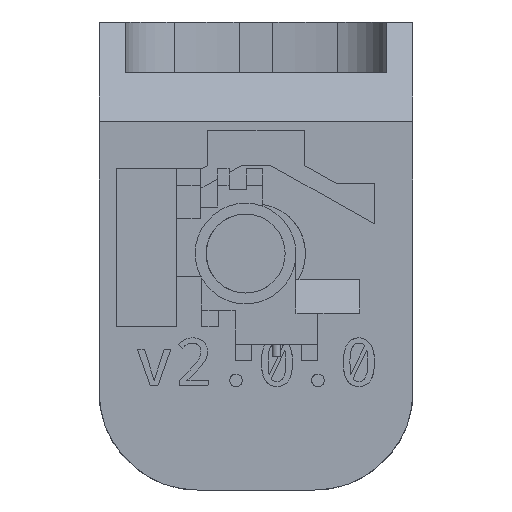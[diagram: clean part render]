
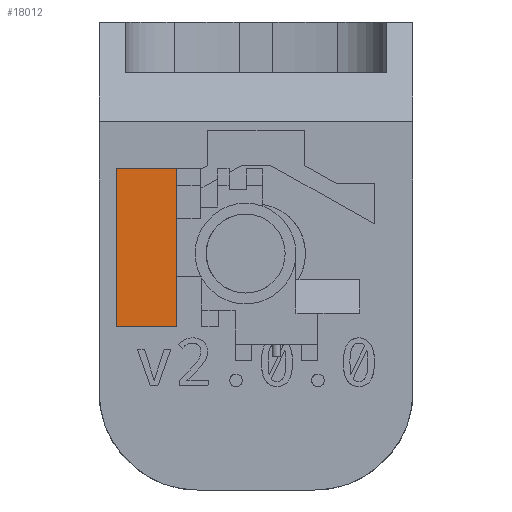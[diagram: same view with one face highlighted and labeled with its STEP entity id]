
A CAD part, front view. The second image highlights one B-rep face of the part: STEP entity #18012.
In plain terms, the highlighted face is planar.
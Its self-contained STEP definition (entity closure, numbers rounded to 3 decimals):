
#13457 = PLANE('',#13458);
#13458 = AXIS2_PLACEMENT_3D('',#13459,#13460,#13461);
#13459 = CARTESIAN_POINT('',(-6.198,0.,5.067));
#13460 = DIRECTION('',(0.,0.,-1.));
#13461 = DIRECTION('',(1.,0.,0.));
#13513 = PLANE('',#13514);
#13514 = AXIS2_PLACEMENT_3D('',#13515,#13516,#13517);
#13515 = CARTESIAN_POINT('',(1.245,31.078,-4.382));
#13516 = DIRECTION('',(0.,0.,1.));
#13517 = DIRECTION('',(1.,0.,0.));
#13541 = PLANE('',#13542);
#13542 = AXIS2_PLACEMENT_3D('',#13543,#13544,#13545);
#13543 = CARTESIAN_POINT('',(4.745,31.078,-1.382));
#13544 = DIRECTION('',(1.,0.,0.));
#13545 = DIRECTION('',(0.,0.,-1.));
#14348 = VERTEX_POINT('',#14349);
#14349 = CARTESIAN_POINT('',(4.745,5.875,-1.382));
#14386 = PLANE('',#14387);
#14387 = AXIS2_PLACEMENT_3D('',#14388,#14389,#14390);
#14388 = CARTESIAN_POINT('',(4.745,5.875,0.119));
#14389 = DIRECTION('',(-0.,-1.,0.));
#14390 = DIRECTION('',(0.,0.,-1.));
#14526 = PLANE('',#14527);
#14527 = AXIS2_PLACEMENT_3D('',#14528,#14529,#14530);
#14528 = CARTESIAN_POINT('',(4.745,11.875,31.078));
#14529 = DIRECTION('',(-1.,0.,0.));
#14530 = DIRECTION('',(0.,-1.,0.));
#14567 = EDGE_CURVE('',#14348,#14568,#14570,.T.);
#14568 = VERTEX_POINT('',#14569);
#14569 = CARTESIAN_POINT('',(4.745,5.875,-2.882));
#14570 = SURFACE_CURVE('',#14571,(#14575,#14582),.PCURVE_S1.);
#14571 = LINE('',#14572,#14573);
#14572 = CARTESIAN_POINT('',(4.745,5.875,31.078));
#14573 = VECTOR('',#14574,1.);
#14574 = DIRECTION('',(0.,0.,-1.));
#14575 = PCURVE('',#13541,#14576);
#14576 = DEFINITIONAL_REPRESENTATION('',(#14577),#14581);
#14577 = LINE('',#14578,#14579);
#14578 = CARTESIAN_POINT('',(-32.459,-25.203));
#14579 = VECTOR('',#14580,1.);
#14580 = DIRECTION('',(1.,0.));
#14581 = ( GEOMETRIC_REPRESENTATION_CONTEXT(2) 
PARAMETRIC_REPRESENTATION_CONTEXT() REPRESENTATION_CONTEXT('2D SPACE',''
  ) );
#14582 = PCURVE('',#14583,#14588);
#14583 = PLANE('',#14584);
#14584 = AXIS2_PLACEMENT_3D('',#14585,#14586,#14587);
#14585 = CARTESIAN_POINT('',(4.745,5.875,31.078));
#14586 = DIRECTION('',(0.,-1.,0.));
#14587 = DIRECTION('',(1.,0.,0.));
#14588 = DEFINITIONAL_REPRESENTATION('',(#14589),#14593);
#14589 = LINE('',#14590,#14591);
#14590 = CARTESIAN_POINT('',(0.,0.));
#14591 = VECTOR('',#14592,1.);
#14592 = DIRECTION('',(0.,-1.));
#14593 = ( GEOMETRIC_REPRESENTATION_CONTEXT(2) 
PARAMETRIC_REPRESENTATION_CONTEXT() REPRESENTATION_CONTEXT('2D SPACE',''
  ) );
#14598 = VERTEX_POINT('',#14599);
#14599 = CARTESIAN_POINT('',(4.745,5.875,-4.382));
#14620 = EDGE_CURVE('',#14568,#14598,#14621,.T.);
#14621 = SURFACE_CURVE('',#14622,(#14626,#14633),.PCURVE_S1.);
#14622 = LINE('',#14623,#14624);
#14623 = CARTESIAN_POINT('',(4.745,5.875,31.078));
#14624 = VECTOR('',#14625,1.);
#14625 = DIRECTION('',(0.,0.,-1.));
#14626 = PCURVE('',#13541,#14627);
#14627 = DEFINITIONAL_REPRESENTATION('',(#14628),#14632);
#14628 = LINE('',#14629,#14630);
#14629 = CARTESIAN_POINT('',(-32.459,-25.203));
#14630 = VECTOR('',#14631,1.);
#14631 = DIRECTION('',(1.,0.));
#14632 = ( GEOMETRIC_REPRESENTATION_CONTEXT(2) 
PARAMETRIC_REPRESENTATION_CONTEXT() REPRESENTATION_CONTEXT('2D SPACE',''
  ) );
#14633 = PCURVE('',#14583,#14634);
#14634 = DEFINITIONAL_REPRESENTATION('',(#14635),#14639);
#14635 = LINE('',#14636,#14637);
#14636 = CARTESIAN_POINT('',(0.,0.));
#14637 = VECTOR('',#14638,1.);
#14638 = DIRECTION('',(0.,-1.));
#14639 = ( GEOMETRIC_REPRESENTATION_CONTEXT(2) 
PARAMETRIC_REPRESENTATION_CONTEXT() REPRESENTATION_CONTEXT('2D SPACE',''
  ) );
#14644 = EDGE_CURVE('',#14598,#14645,#14647,.T.);
#14645 = VERTEX_POINT('',#14646);
#14646 = CARTESIAN_POINT('',(8.331,5.875,-4.382));
#14647 = SURFACE_CURVE('',#14648,(#14652,#14659),.PCURVE_S1.);
#14648 = LINE('',#14649,#14650);
#14649 = CARTESIAN_POINT('',(2.995,5.875,-4.382));
#14650 = VECTOR('',#14651,1.);
#14651 = DIRECTION('',(1.,0.,0.));
#14652 = PCURVE('',#13513,#14653);
#14653 = DEFINITIONAL_REPRESENTATION('',(#14654),#14658);
#14654 = LINE('',#14655,#14656);
#14655 = CARTESIAN_POINT('',(1.75,-25.203));
#14656 = VECTOR('',#14657,1.);
#14657 = DIRECTION('',(1.,0.));
#14658 = ( GEOMETRIC_REPRESENTATION_CONTEXT(2) 
PARAMETRIC_REPRESENTATION_CONTEXT() REPRESENTATION_CONTEXT('2D SPACE',''
  ) );
#14659 = PCURVE('',#14583,#14660);
#14660 = DEFINITIONAL_REPRESENTATION('',(#14661),#14665);
#14661 = LINE('',#14662,#14663);
#14662 = CARTESIAN_POINT('',(-1.75,-35.459));
#14663 = VECTOR('',#14664,1.);
#14664 = DIRECTION('',(1.,0.));
#14665 = ( GEOMETRIC_REPRESENTATION_CONTEXT(2) 
PARAMETRIC_REPRESENTATION_CONTEXT() REPRESENTATION_CONTEXT('2D SPACE',''
  ) );
#14706 = PLANE('',#14707);
#14707 = AXIS2_PLACEMENT_3D('',#14708,#14709,#14710);
#14708 = CARTESIAN_POINT('',(8.331,0.,5.067));
#14709 = DIRECTION('',(-1.,0.,0.));
#14710 = DIRECTION('',(0.,0.,-1.));
#14823 = VERTEX_POINT('',#14824);
#14824 = CARTESIAN_POINT('',(4.745,5.875,5.067));
#14845 = EDGE_CURVE('',#14846,#14823,#14848,.T.);
#14846 = VERTEX_POINT('',#14847);
#14847 = CARTESIAN_POINT('',(8.331,5.875,5.067));
#14848 = SURFACE_CURVE('',#14849,(#14853,#14860),.PCURVE_S1.);
#14849 = LINE('',#14850,#14851);
#14850 = CARTESIAN_POINT('',(-0.727,5.875,5.067));
#14851 = VECTOR('',#14852,1.);
#14852 = DIRECTION('',(-1.,0.,0.));
#14853 = PCURVE('',#13457,#14854);
#14854 = DEFINITIONAL_REPRESENTATION('',(#14855),#14859);
#14855 = LINE('',#14856,#14857);
#14856 = CARTESIAN_POINT('',(5.471,-5.875));
#14857 = VECTOR('',#14858,1.);
#14858 = DIRECTION('',(-1.,0.));
#14859 = ( GEOMETRIC_REPRESENTATION_CONTEXT(2) 
PARAMETRIC_REPRESENTATION_CONTEXT() REPRESENTATION_CONTEXT('2D SPACE',''
  ) );
#14860 = PCURVE('',#14583,#14861);
#14861 = DEFINITIONAL_REPRESENTATION('',(#14862),#14866);
#14862 = LINE('',#14863,#14864);
#14863 = CARTESIAN_POINT('',(-5.471,-26.011));
#14864 = VECTOR('',#14865,1.);
#14865 = DIRECTION('',(-1.,0.));
#14866 = ( GEOMETRIC_REPRESENTATION_CONTEXT(2) 
PARAMETRIC_REPRESENTATION_CONTEXT() REPRESENTATION_CONTEXT('2D SPACE',''
  ) );
#17701 = VERTEX_POINT('',#17702);
#17702 = CARTESIAN_POINT('',(4.745,5.875,0.119));
#17728 = EDGE_CURVE('',#14823,#17701,#17729,.T.);
#17729 = SURFACE_CURVE('',#17730,(#17734,#17741),.PCURVE_S1.);
#17730 = LINE('',#17731,#17732);
#17731 = CARTESIAN_POINT('',(4.745,5.875,31.078));
#17732 = VECTOR('',#17733,1.);
#17733 = DIRECTION('',(0.,0.,-1.));
#17734 = PCURVE('',#14526,#17735);
#17735 = DEFINITIONAL_REPRESENTATION('',(#17736),#17740);
#17736 = LINE('',#17737,#17738);
#17737 = CARTESIAN_POINT('',(6.,0.));
#17738 = VECTOR('',#17739,1.);
#17739 = DIRECTION('',(0.,-1.));
#17740 = ( GEOMETRIC_REPRESENTATION_CONTEXT(2) 
PARAMETRIC_REPRESENTATION_CONTEXT() REPRESENTATION_CONTEXT('2D SPACE',''
  ) );
#17741 = PCURVE('',#14583,#17742);
#17742 = DEFINITIONAL_REPRESENTATION('',(#17743),#17747);
#17743 = LINE('',#17744,#17745);
#17744 = CARTESIAN_POINT('',(0.,0.));
#17745 = VECTOR('',#17746,1.);
#17746 = DIRECTION('',(0.,-1.));
#17747 = ( GEOMETRIC_REPRESENTATION_CONTEXT(2) 
PARAMETRIC_REPRESENTATION_CONTEXT() REPRESENTATION_CONTEXT('2D SPACE',''
  ) );
#17992 = EDGE_CURVE('',#17701,#14348,#17993,.T.);
#17993 = SURFACE_CURVE('',#17994,(#17998,#18005),.PCURVE_S1.);
#17994 = LINE('',#17995,#17996);
#17995 = CARTESIAN_POINT('',(4.745,5.875,31.078));
#17996 = VECTOR('',#17997,1.);
#17997 = DIRECTION('',(0.,0.,-1.));
#17998 = PCURVE('',#14386,#17999);
#17999 = DEFINITIONAL_REPRESENTATION('',(#18000),#18004);
#18000 = LINE('',#18001,#18002);
#18001 = CARTESIAN_POINT('',(-30.959,0.));
#18002 = VECTOR('',#18003,1.);
#18003 = DIRECTION('',(1.,0.));
#18004 = ( GEOMETRIC_REPRESENTATION_CONTEXT(2) 
PARAMETRIC_REPRESENTATION_CONTEXT() REPRESENTATION_CONTEXT('2D SPACE',''
  ) );
#18005 = PCURVE('',#14583,#18006);
#18006 = DEFINITIONAL_REPRESENTATION('',(#18007),#18011);
#18007 = LINE('',#18008,#18009);
#18008 = CARTESIAN_POINT('',(0.,0.));
#18009 = VECTOR('',#18010,1.);
#18010 = DIRECTION('',(0.,-1.));
#18011 = ( GEOMETRIC_REPRESENTATION_CONTEXT(2) 
PARAMETRIC_REPRESENTATION_CONTEXT() REPRESENTATION_CONTEXT('2D SPACE',''
  ) );
#18012 = ADVANCED_FACE('',(#18013),#14583,.F.);
#18013 = FACE_BOUND('',#18014,.F.);
#18014 = EDGE_LOOP('',(#18015,#18016,#18017,#18018,#18019,#18020,#18041)
  );
#18015 = ORIENTED_EDGE('',*,*,#17728,.T.);
#18016 = ORIENTED_EDGE('',*,*,#17992,.T.);
#18017 = ORIENTED_EDGE('',*,*,#14567,.T.);
#18018 = ORIENTED_EDGE('',*,*,#14620,.T.);
#18019 = ORIENTED_EDGE('',*,*,#14644,.T.);
#18020 = ORIENTED_EDGE('',*,*,#18021,.F.);
#18021 = EDGE_CURVE('',#14846,#14645,#18022,.T.);
#18022 = SURFACE_CURVE('',#18023,(#18027,#18034),.PCURVE_S1.);
#18023 = LINE('',#18024,#18025);
#18024 = CARTESIAN_POINT('',(8.331,5.875,31.078));
#18025 = VECTOR('',#18026,1.);
#18026 = DIRECTION('',(0.,0.,-1.));
#18027 = PCURVE('',#14583,#18028);
#18028 = DEFINITIONAL_REPRESENTATION('',(#18029),#18033);
#18029 = LINE('',#18030,#18031);
#18030 = CARTESIAN_POINT('',(3.587,0.));
#18031 = VECTOR('',#18032,1.);
#18032 = DIRECTION('',(0.,-1.));
#18033 = ( GEOMETRIC_REPRESENTATION_CONTEXT(2) 
PARAMETRIC_REPRESENTATION_CONTEXT() REPRESENTATION_CONTEXT('2D SPACE',''
  ) );
#18034 = PCURVE('',#14706,#18035);
#18035 = DEFINITIONAL_REPRESENTATION('',(#18036),#18040);
#18036 = LINE('',#18037,#18038);
#18037 = CARTESIAN_POINT('',(-26.011,-5.875));
#18038 = VECTOR('',#18039,1.);
#18039 = DIRECTION('',(1.,0.));
#18040 = ( GEOMETRIC_REPRESENTATION_CONTEXT(2) 
PARAMETRIC_REPRESENTATION_CONTEXT() REPRESENTATION_CONTEXT('2D SPACE',''
  ) );
#18041 = ORIENTED_EDGE('',*,*,#14845,.T.);
